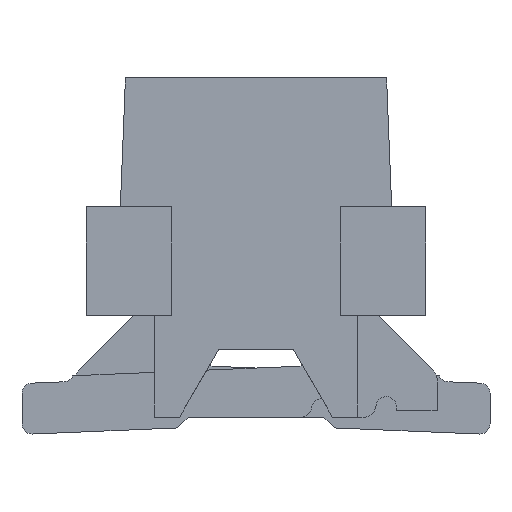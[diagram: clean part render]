
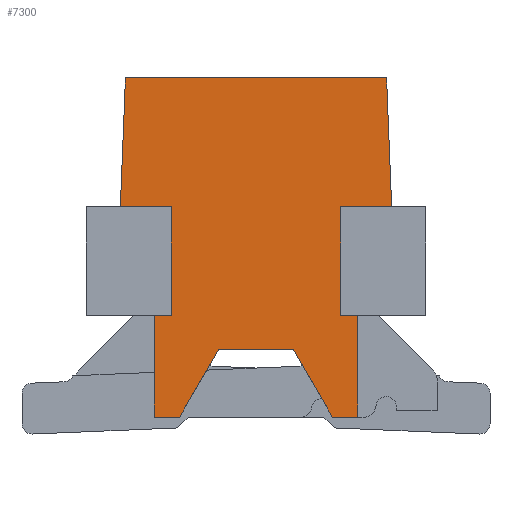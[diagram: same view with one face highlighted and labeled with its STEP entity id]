
A CAD part, left-side view. The second image highlights one B-rep face of the part: STEP entity #7300.
In plain terms, the highlighted planar face has unit normal (-1, 0, 0).
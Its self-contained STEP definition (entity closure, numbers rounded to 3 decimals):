
#262=DIRECTION('',(0.,0.,1.));
#263=VECTOR('',#262,1.6);
#264=CARTESIAN_POINT('',(-2.805,-1.25,1.75));
#265=LINE('',#264,#263);
#269=DIRECTION('',(0.,1.,0.));
#270=VECTOR('',#269,0.25);
#271=CARTESIAN_POINT('',(-2.805,-1.5,1.75));
#272=LINE('',#271,#270);
#304=DIRECTION('',(0.,1.,0.));
#305=VECTOR('',#304,0.25);
#306=CARTESIAN_POINT('',(-2.805,1.25,1.75));
#307=LINE('',#306,#305);
#1608=DIRECTION('',(0.,0.,1.));
#1609=VECTOR('',#1608,1.5);
#1610=CARTESIAN_POINT('',(-2.805,1.5,0.25));
#1611=LINE('',#1610,#1609);
#1615=DIRECTION('',(0.,1.,0.));
#1616=VECTOR('',#1615,0.75);
#1617=CARTESIAN_POINT('',(-2.805,-2.,3.35));
#1618=LINE('',#1617,#1616);
#1622=DIRECTION('',(0.,0.5,0.866));
#1623=VECTOR('',#1622,1.155);
#1624=CARTESIAN_POINT('',(-2.805,-1.127,0.25));
#1625=LINE('',#1624,#1623);
#1629=DIRECTION('',(0.,0.5,-0.866));
#1630=VECTOR('',#1629,1.155);
#1631=CARTESIAN_POINT('',(-2.805,0.55,1.25));
#1632=LINE('',#1631,#1630);
#1636=DIRECTION('',(0.,1.,0.));
#1637=VECTOR('',#1636,0.75);
#1638=CARTESIAN_POINT('',(-2.805,1.25,3.35));
#1639=LINE('',#1638,#1637);
#1643=DIRECTION('',(0.,-0.039,0.999));
#1644=VECTOR('',#1643,1.901);
#1645=CARTESIAN_POINT('',(-2.805,2.,3.35));
#1646=LINE('',#1645,#1644);
#1650=DIRECTION('',(0.,-0.039,-0.999));
#1651=VECTOR('',#1650,1.901);
#1652=CARTESIAN_POINT('',(-2.805,-1.925,5.25));
#1653=LINE('',#1652,#1651);
#1657=DIRECTION('',(0.,0.,-1.));
#1658=VECTOR('',#1657,1.5);
#1659=CARTESIAN_POINT('',(-2.805,-1.5,1.75));
#1660=LINE('',#1659,#1658);
#1671=DIRECTION('',(0.,1.,0.));
#1672=VECTOR('',#1671,0.373);
#1673=CARTESIAN_POINT('',(-2.805,-1.5,0.25));
#1674=LINE('',#1673,#1672);
#2450=DIRECTION('',(0.,1.,0.));
#2451=VECTOR('',#2450,1.1);
#2452=CARTESIAN_POINT('',(-2.805,-0.55,1.25));
#2453=LINE('',#2452,#2451);
#2478=DIRECTION('',(0.,1.,0.));
#2479=VECTOR('',#2478,0.373);
#2480=CARTESIAN_POINT('',(-2.805,1.127,0.25));
#2481=LINE('',#2480,#2479);
#3035=DIRECTION('',(0.,0.,-1.));
#3036=VECTOR('',#3035,1.6);
#3037=CARTESIAN_POINT('',(-2.805,1.25,3.35));
#3038=LINE('',#3037,#3036);
#3341=DIRECTION('',(0.,-1.,0.));
#3342=VECTOR('',#3341,3.85);
#3343=CARTESIAN_POINT('',(-2.805,1.925,5.25));
#3344=LINE('',#3343,#3342);
#4854=CARTESIAN_POINT('',(-2.805,-1.25,3.35));
#4855=VERTEX_POINT('',#4854);
#4856=CARTESIAN_POINT('',(-2.805,-2.,3.35));
#4857=VERTEX_POINT('',#4856);
#4886=CARTESIAN_POINT('',(-2.805,2.,3.35));
#4887=VERTEX_POINT('',#4886);
#4888=CARTESIAN_POINT('',(-2.805,1.25,3.35));
#4889=VERTEX_POINT('',#4888);
#4916=CARTESIAN_POINT('',(-2.805,-1.925,5.25));
#4917=VERTEX_POINT('',#4916);
#4924=CARTESIAN_POINT('',(-2.805,1.925,5.25));
#4925=VERTEX_POINT('',#4924);
#4926=CARTESIAN_POINT('',(-2.805,1.25,1.75));
#4927=VERTEX_POINT('',#4926);
#4928=CARTESIAN_POINT('',(-2.805,1.5,1.75));
#4929=VERTEX_POINT('',#4928);
#4930=CARTESIAN_POINT('',(-2.805,1.5,0.25));
#4931=VERTEX_POINT('',#4930);
#4932=CARTESIAN_POINT('',(-2.805,1.127,0.25));
#4933=VERTEX_POINT('',#4932);
#4934=CARTESIAN_POINT('',(-2.805,0.55,1.25));
#4935=VERTEX_POINT('',#4934);
#4936=CARTESIAN_POINT('',(-2.805,-0.55,1.25));
#4937=VERTEX_POINT('',#4936);
#4938=CARTESIAN_POINT('',(-2.805,-1.127,0.25));
#4939=VERTEX_POINT('',#4938);
#4940=CARTESIAN_POINT('',(-2.805,-1.5,0.25));
#4941=VERTEX_POINT('',#4940);
#4942=CARTESIAN_POINT('',(-2.805,-1.5,1.75));
#4943=VERTEX_POINT('',#4942);
#4944=CARTESIAN_POINT('',(-2.805,-1.25,1.75));
#4945=VERTEX_POINT('',#4944);
#7267=CARTESIAN_POINT('',(-2.805,0.,2.75));
#7268=DIRECTION('',(1.,0.,0.));
#7269=DIRECTION('',(0.,1.,0.));
#7270=AXIS2_PLACEMENT_3D('',#7267,#7268,#7269);
#7271=PLANE('',#7270);
#7272=ORIENTED_EDGE('',*,*,#5878,.T.);
#7273=ORIENTED_EDGE('',*,*,#5907,.F.);
#7274=ORIENTED_EDGE('',*,*,#5925,.F.);
#7276=ORIENTED_EDGE('',*,*,#7275,.T.);
#7278=ORIENTED_EDGE('',*,*,#7277,.T.);
#7280=ORIENTED_EDGE('',*,*,#7279,.T.);
#7282=ORIENTED_EDGE('',*,*,#7281,.T.);
#7284=ORIENTED_EDGE('',*,*,#7283,.T.);
#7286=ORIENTED_EDGE('',*,*,#7285,.T.);
#7287=ORIENTED_EDGE('',*,*,#7258,.T.);
#7288=ORIENTED_EDGE('',*,*,#5938,.F.);
#7290=ORIENTED_EDGE('',*,*,#7289,.F.);
#7292=ORIENTED_EDGE('',*,*,#7291,.T.);
#7294=ORIENTED_EDGE('',*,*,#7293,.T.);
#7296=ORIENTED_EDGE('',*,*,#7295,.T.);
#7297=ORIENTED_EDGE('',*,*,#5810,.T.);
#7298=EDGE_LOOP('',(#7272,#7273,#7274,#7276,#7278,#7280,#7282,#7284,#7286,#7287,
#7288,#7290,#7292,#7294,#7296,#7297));
#7299=FACE_OUTER_BOUND('',#7298,.F.);
#7300=ADVANCED_FACE('',(#7299),#7271,.F.);
#5810=EDGE_CURVE('',#4917,#4857,#1653,.T.);
#5878=EDGE_CURVE('',#4857,#4855,#1618,.T.);
#5907=EDGE_CURVE('',#4945,#4855,#265,.T.);
#5925=EDGE_CURVE('',#4943,#4945,#272,.T.);
#5938=EDGE_CURVE('',#4927,#4929,#307,.T.);
#7258=EDGE_CURVE('',#4931,#4929,#1611,.T.);
#7275=EDGE_CURVE('',#4943,#4941,#1660,.T.);
#7277=EDGE_CURVE('',#4941,#4939,#1674,.T.);
#7279=EDGE_CURVE('',#4939,#4937,#1625,.T.);
#7281=EDGE_CURVE('',#4937,#4935,#2453,.T.);
#7283=EDGE_CURVE('',#4935,#4933,#1632,.T.);
#7285=EDGE_CURVE('',#4933,#4931,#2481,.T.);
#7289=EDGE_CURVE('',#4889,#4927,#3038,.T.);
#7291=EDGE_CURVE('',#4889,#4887,#1639,.T.);
#7293=EDGE_CURVE('',#4887,#4925,#1646,.T.);
#7295=EDGE_CURVE('',#4925,#4917,#3344,.T.);
